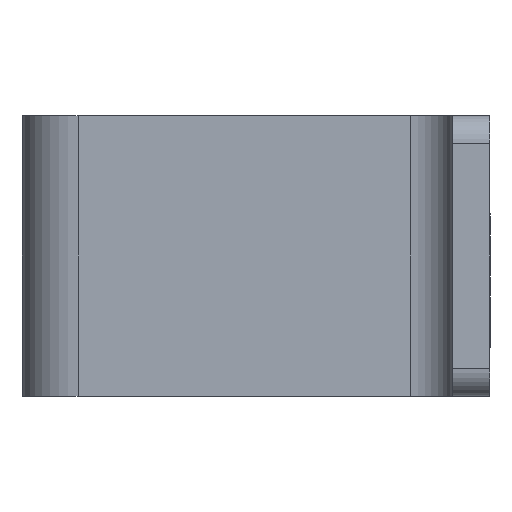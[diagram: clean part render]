
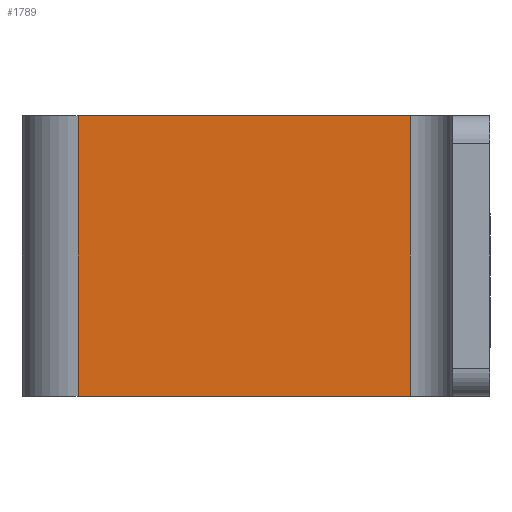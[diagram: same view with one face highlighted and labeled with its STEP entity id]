
A CAD part, left-side view. The second image highlights one B-rep face of the part: STEP entity #1789.
In plain terms, the highlighted planar face has unit normal (-1, 0, 0).
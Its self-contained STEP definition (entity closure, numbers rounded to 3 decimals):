
#12 = EDGE_CURVE ( 'NONE', #238, #1491, #608, .T. ) ;
#51 = EDGE_CURVE ( 'NONE', #1491, #1618, #1931, .T. ) ;
#69 = CARTESIAN_POINT ( 'NONE',  ( -200., 40., -15. ) ) ;
#132 = CARTESIAN_POINT ( 'NONE',  ( -200., 46., -15. ) ) ;
#195 = CARTESIAN_POINT ( 'NONE',  ( -200., 4.5, -15. ) ) ;
#238 = VERTEX_POINT ( 'NONE', #69 ) ;
#271 = VERTEX_POINT ( 'NONE', #195 ) ;
#557 = LINE ( 'NONE', #1446, #867 ) ;
#608 = LINE ( 'NONE', #1068, #773 ) ;
#630 = ORIENTED_EDGE ( 'NONE', *, *, #921, .T. ) ;
#708 = ORIENTED_EDGE ( 'NONE', *, *, #51, .F. ) ;
#750 = DIRECTION ( 'NONE',  ( -1., 0., 0. ) ) ;
#773 = VECTOR ( 'NONE', #1488, 1000. ) ;
#867 = VECTOR ( 'NONE', #1161, 1000. ) ;
#921 = EDGE_CURVE ( 'NONE', #238, #271, #1838, .T. ) ;
#942 = AXIS2_PLACEMENT_3D ( 'NONE', #132, #750, #1781 ) ;
#1008 = ORIENTED_EDGE ( 'NONE', *, *, #12, .F. ) ;
#1010 = ORIENTED_EDGE ( 'NONE', *, *, #1347, .T. ) ;
#1011 = FACE_OUTER_BOUND ( 'NONE', #1878, .T. ) ;
#1022 = VECTOR ( 'NONE', #1354, 1000. ) ;
#1068 = CARTESIAN_POINT ( 'NONE',  ( -200., 40., -15. ) ) ;
#1161 = DIRECTION ( 'NONE',  ( 0., 0., 1. ) ) ;
#1182 = CARTESIAN_POINT ( 'NONE',  ( -200., 46., 15. ) ) ;
#1347 = EDGE_CURVE ( 'NONE', #271, #1618, #557, .T. ) ;
#1354 = DIRECTION ( 'NONE',  ( 0., -1., 0. ) ) ;
#1446 = CARTESIAN_POINT ( 'NONE',  ( -200., 4.5, -15. ) ) ;
#1488 = DIRECTION ( 'NONE',  ( 0., 0., 1. ) ) ;
#1491 = VERTEX_POINT ( 'NONE', #1511 ) ;
#1511 = CARTESIAN_POINT ( 'NONE',  ( -200., 40., 15. ) ) ;
#1551 = CARTESIAN_POINT ( 'NONE',  ( -200., 46., -15. ) ) ;
#1618 = VERTEX_POINT ( 'NONE', #1735 ) ;
#1637 = VECTOR ( 'NONE', #1703, 1000. ) ;
#1703 = DIRECTION ( 'NONE',  ( 0., -1., 0. ) ) ;
#1735 = CARTESIAN_POINT ( 'NONE',  ( -200., 4.5, 15. ) ) ;
#1763 = PLANE ( 'NONE',  #942 ) ;
#1781 = DIRECTION ( 'NONE',  ( 0., -1., 0. ) ) ;
#1789 = ADVANCED_FACE ( 'NONE', ( #1011 ), #1763, .T. ) ;
#1838 = LINE ( 'NONE', #1551, #1637 ) ;
#1878 = EDGE_LOOP ( 'NONE', ( #708, #1008, #630, #1010 ) ) ;
#1931 = LINE ( 'NONE', #1182, #1022 ) ;
